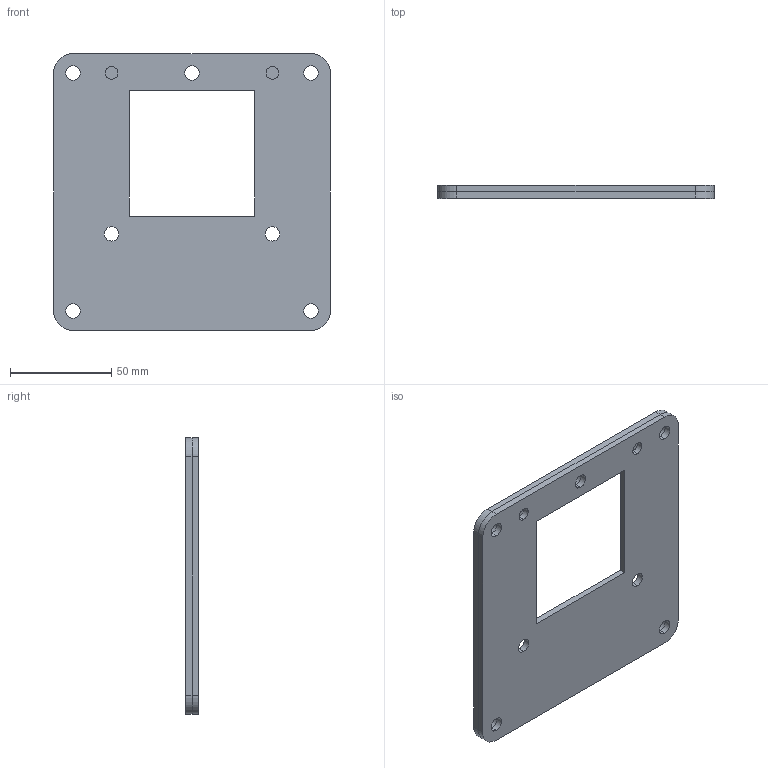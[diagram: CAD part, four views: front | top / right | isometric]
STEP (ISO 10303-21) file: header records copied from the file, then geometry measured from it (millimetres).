
FILE_DESCRIPTION (( 'STEP AP203' ), '1' );
FILE_NAME ('1487CRE.step', '2024-06-06T18:02:44', ( '' ), ( '' ), 'SwSTEP 2.0', 'SolidWorks 2023', '' );
FILE_SCHEMA (( 'CONFIG_CONTROL_DESIGN' ));
Length unit declared in the file: inch
Products named in the file (1): 1487CRE
Bounding box: 136.53 x 6.35 x 136.53 mm (x, y, z)
Volume: 71921.1 mm3; surface area: 51884.7 mm2
Topology: 2 solids, 2 shells, 66 faces, 186 edges, 124 vertices
Faces by surface type: cylinder 46, plane 20
Entity records: 2335 total; most frequent: DIRECTION 412, CARTESIAN_POINT 377, ORIENTED_EDGE 372, EDGE_CURVE 186, AXIS2_PLACEMENT_3D 159, VERTEX_POINT 124, EDGE_LOOP 104, LINE 94
